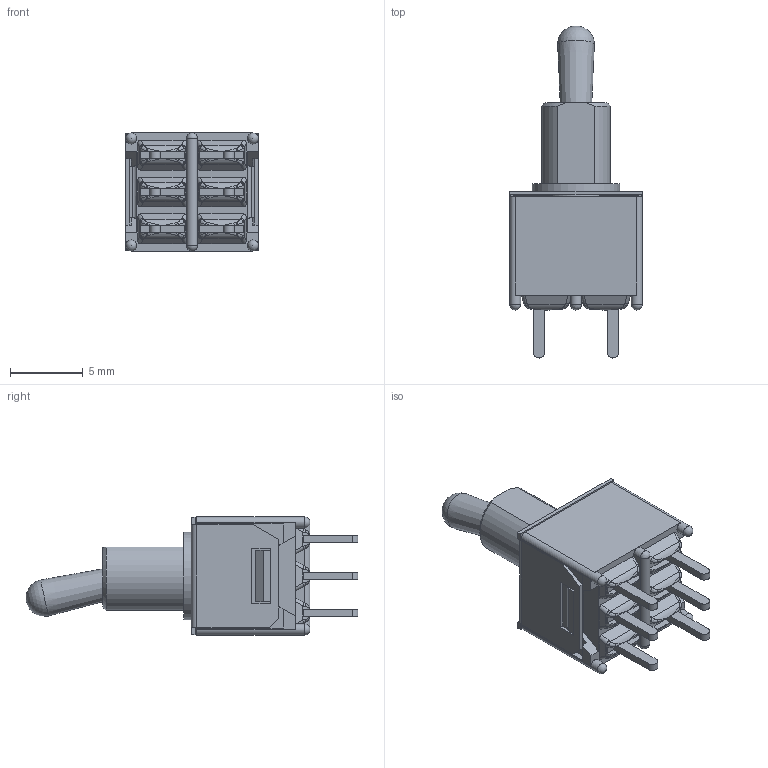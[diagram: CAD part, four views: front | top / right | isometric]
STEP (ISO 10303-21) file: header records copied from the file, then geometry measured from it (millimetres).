
FILE_DESCRIPTION( ( 'STEP AP214' ), '1' );
FILE_NAME( 'T201MH9CBE.stp', '2019-10-24T20:48:35', ( '' ), ( '' ), ' ', 'PARTsolutions', ' ' );
FILE_SCHEMA( ( 'AUTOMOTIVE_DESIGN { 1 0 10303 214 1 1 1 1 }' ) );
Length unit declared in the file: inch
Products named in the file (3): T201MH9CBE; 1
Assembly tree (2 placements, depth 2):
  T201MH9CBE
    1
    1
Bounding box: 9.14 x 22.84 x 8.13 mm (x, y, z)
Volume: 39.1 mm3; surface area: 1430 mm2
Topology: 1 solids, 649 shells, 657 faces, 3701 edges, 3678 vertices
Faces by surface type: plane 425, cylinder 144, bspline 72, sphere 8, cone 6, torus 2
Full cylindrical faces by diameter (mm): 0.762 x4, 1.295 x1, 2.718 x1, 3.175 x1, 6.045 x1
Entity records: 41004 total; most frequent: CARTESIAN_POINT 15165, DIRECTION 4806, ORIENTED_EDGE 3670, VERTEX_POINT 3668, EDGE_CURVE 3662, LINE 2646, VECTOR 2646, AXIS2_PLACEMENT_3D 1080
